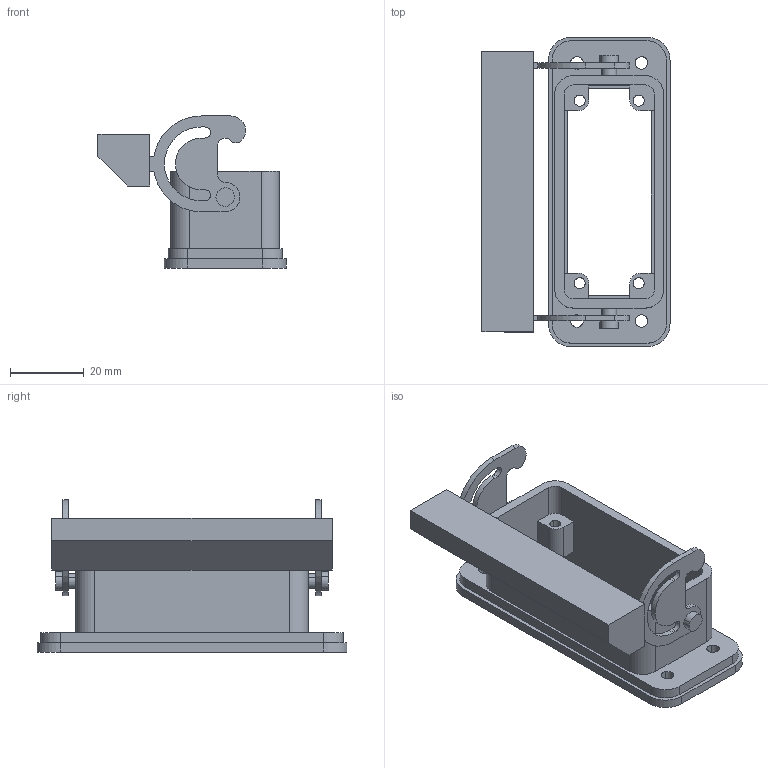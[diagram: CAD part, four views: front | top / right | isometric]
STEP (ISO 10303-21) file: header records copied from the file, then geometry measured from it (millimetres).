
FILE_DESCRIPTION(('CATIA V5 STEP Exchange','CAx-IF Rec.Pracs.--- Model Styling and Organization---1.5--- 2016-08-15','CAx-IF Rec.Pracs.---Supplemental Geometry---1.0---2011-11-01','CAx-IF Rec.Pracs.--- Composite Materials ---1.1---2010-07-15'),'2;1');
FILE_NAME ('018350-3_3', '2025-02-24T12:49:30+00:00', ('none'), ('Weidmueller'), 'CATIA Version 5-6 Release 2022 SP4 HF5', 'CATIA V5 STEP AP214 v3', 'none');
FILE_SCHEMA(('AUTOMOTIVE_DESIGN { 1 0 10303 214 1 1 1 1 }'));
Length unit declared in the file: millimetre
Products named in the file (1): 1664040000_S
Bounding box: 51 x 84 x 41.25 mm (x, y, z)
Volume: 30546.6 mm3; surface area: 19083.5 mm2
Topology: 1 solids, 1 shells, 154 faces, 433 edges, 290 vertices
Faces by surface type: cylinder 82, plane 72
Entity records: 4712 total; most frequent: ORIENTED_EDGE 866, CARTESIAN_POINT 826, DIRECTION 637, EDGE_CURVE 433, VERTEX_POINT 290, AXIS2_PLACEMENT_3D 271, VECTOR 265, LINE 265
